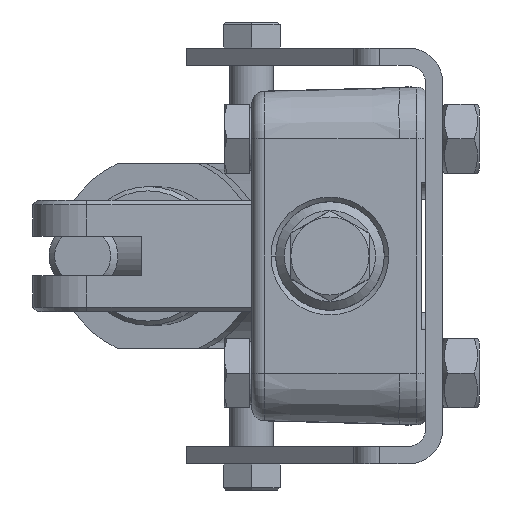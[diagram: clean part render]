
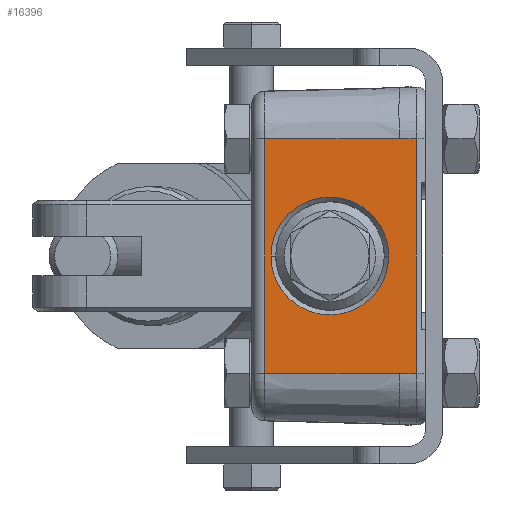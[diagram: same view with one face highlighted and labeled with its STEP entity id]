
A CAD part, left-side view. The second image highlights one B-rep face of the part: STEP entity #16396.
In plain terms, the highlighted planar face has unit normal (-1, 0.026, 0).
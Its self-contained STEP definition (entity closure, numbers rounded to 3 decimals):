
#9427=CARTESIAN_POINT('',(-237.419,6.079,-27.));
#9428=VERTEX_POINT('',#9427);
#12209=CARTESIAN_POINT('',(-237.317,9.995,-27.));
#12210=VERTEX_POINT('',#12209);
#12560=CARTESIAN_POINT('',(-236.503,41.079,-27.));
#12561=VERTEX_POINT('',#12560);
#12562=CARTESIAN_POINT('',(-236.503,41.079,-27.));
#12563=DIRECTION('',(-0.026,-1.,0.0));
#12564=VECTOR('',#12563,31.094);
#12565=LINE('',#12562,#12564);
#12566=EDGE_CURVE('',#12561,#12210,#12565,.T.);
#12586=CARTESIAN_POINT('',(-237.317,9.995,-27.));
#12587=DIRECTION('',(-0.026,-1.,0.0));
#12588=VECTOR('',#12587,3.918);
#12589=LINE('',#12586,#12588);
#12590=EDGE_CURVE('',#12210,#9428,#12589,.T.);
#12658=CARTESIAN_POINT('',(-236.542,39.581,0.));
#12659=VERTEX_POINT('',#12658);
#12667=CARTESIAN_POINT('',(-237.252,12.473,0.));
#12668=VERTEX_POINT('',#12667);
#12675=CARTESIAN_POINT('',(-236.542,39.581,0.));
#12676=CARTESIAN_POINT('',(-236.542,39.581,1.774));
#12677=CARTESIAN_POINT('',(-236.551,39.228,3.548));
#12678=CARTESIAN_POINT('',(-236.569,38.549,5.187));
#12679=CARTESIAN_POINT('',(-236.587,37.87,6.826));
#12680=CARTESIAN_POINT('',(-236.613,36.866,8.329));
#12681=CARTESIAN_POINT('',(-236.646,35.611,9.584));
#12682=CARTESIAN_POINT('',(-236.679,34.356,10.839));
#12683=CARTESIAN_POINT('',(-236.718,32.853,11.843));
#12684=CARTESIAN_POINT('',(-236.761,31.214,12.522));
#12685=CARTESIAN_POINT('',(-236.804,29.574,13.201));
#12686=CARTESIAN_POINT('',(-236.851,27.801,13.554));
#12687=CARTESIAN_POINT('',(-236.897,26.027,13.554));
#12688=CARTESIAN_POINT('',(-236.943,24.253,13.554));
#12689=CARTESIAN_POINT('',(-236.99,22.479,13.201));
#12690=CARTESIAN_POINT('',(-237.033,20.84,12.522));
#12691=CARTESIAN_POINT('',(-237.076,19.201,11.843));
#12692=CARTESIAN_POINT('',(-237.115,17.698,10.839));
#12693=CARTESIAN_POINT('',(-237.148,16.443,9.584));
#12694=CARTESIAN_POINT('',(-237.181,15.188,8.329));
#12695=CARTESIAN_POINT('',(-237.207,14.184,6.826));
#12696=CARTESIAN_POINT('',(-237.225,13.505,5.187));
#12697=CARTESIAN_POINT('',(-237.243,12.826,3.548));
#12698=CARTESIAN_POINT('',(-237.252,12.473,1.774));
#12699=CARTESIAN_POINT('',(-237.252,12.473,0.));
#12700=B_SPLINE_CURVE_WITH_KNOTS('',3,(#12675,#12676,#12677,#12678,#12679,#12680,#12681,#12682,#12683,#12684,#12685,#12686,#12687,#12688,#12689,#12690,#12691,#12692,#12693,#12694,#12695,#12696,#12697,#12698,#12699),.UNSPECIFIED.,.F.,.U.,(4,3,3,3,3,3,3,3,4),(-3.142,-2.749,-2.356,-1.963,-1.571,-1.178,-0.785,-0.393,0.0),.UNSPECIFIED.);
#12701=EDGE_CURVE('',#12659,#12668,#12700,.T.);
#12762=CARTESIAN_POINT('',(-237.252,12.473,0.));
#12763=CARTESIAN_POINT('',(-237.252,12.473,-1.774));
#12764=CARTESIAN_POINT('',(-237.243,12.826,-3.548));
#12765=CARTESIAN_POINT('',(-237.207,14.184,-6.826));
#12766=CARTESIAN_POINT('',(-237.181,15.188,-8.329));
#12767=CARTESIAN_POINT('',(-237.115,17.698,-10.839));
#12768=CARTESIAN_POINT('',(-237.076,19.201,-11.843));
#12769=CARTESIAN_POINT('',(-236.99,22.479,-13.201));
#12770=CARTESIAN_POINT('',(-236.943,24.253,-13.554));
#12771=CARTESIAN_POINT('',(-236.851,27.801,-13.554));
#12772=CARTESIAN_POINT('',(-236.804,29.574,-13.201));
#12773=CARTESIAN_POINT('',(-236.718,32.853,-11.843));
#12774=CARTESIAN_POINT('',(-236.679,34.356,-10.839));
#12775=CARTESIAN_POINT('',(-236.613,36.866,-8.329));
#12776=CARTESIAN_POINT('',(-236.587,37.87,-6.826));
#12777=CARTESIAN_POINT('',(-236.551,39.228,-3.548));
#12778=CARTESIAN_POINT('',(-236.542,39.581,-1.774));
#12779=CARTESIAN_POINT('',(-236.542,39.581,0.));
#12780=B_SPLINE_CURVE_WITH_KNOTS('',3,(#12762,#12763,#12764,#12765,#12766,#12767,#12768,#12769,#12770,#12771,#12772,#12773,#12774,#12775,#12776,#12777,#12778,#12779),.UNSPECIFIED.,.F.,.U.,(4,2,2,2,2,2,2,2,4),(-6.283,-5.89,-5.498,-5.105,-4.712,-4.32,-3.927,-3.534,-3.142),.UNSPECIFIED.);
#12781=EDGE_CURVE('',#12668,#12659,#12780,.T.);
#13254=CARTESIAN_POINT('',(-237.419,6.079,27.));
#13255=VERTEX_POINT('',#13254);
#13265=CARTESIAN_POINT('',(-237.419,6.079,-27.));
#13266=DIRECTION('',(0.0,0.0,1.0));
#13267=VECTOR('',#13266,54.);
#13268=LINE('',#13265,#13267);
#13269=EDGE_CURVE('',#9428,#13255,#13268,.T.);
#14742=CARTESIAN_POINT('',(-236.503,41.079,27.));
#14743=VERTEX_POINT('',#14742);
#14744=CARTESIAN_POINT('',(-236.503,41.079,27.));
#14745=DIRECTION('',(0.0,0.0,-1.0));
#14746=VECTOR('',#14745,54.);
#14747=LINE('',#14744,#14746);
#14748=EDGE_CURVE('',#14743,#12561,#14747,.T.);
#16367=CARTESIAN_POINT('',(-236.503,41.079,-27.));
#16368=DIRECTION('',(-1.,0.026,0.));
#16369=DIRECTION('',(0.0,0.0,1.0));
#16370=AXIS2_PLACEMENT_3D('',#16367,#16368,#16369);
#16371=PLANE('',#16370);
#16372=ORIENTED_EDGE('',*,*,#13269,.T.);
#16373=CARTESIAN_POINT('',(-237.317,9.995,27.));
#16374=VERTEX_POINT('',#16373);
#16375=CARTESIAN_POINT('',(-237.317,9.995,27.));
#16376=DIRECTION('',(-0.026,-1.,0.));
#16377=VECTOR('',#16376,3.918);
#16378=LINE('',#16375,#16377);
#16379=EDGE_CURVE('',#13255,#16374,#16378,.F.);
#16380=ORIENTED_EDGE('',*,*,#16379,.T.);
#16381=CARTESIAN_POINT('',(-236.503,41.079,27.));
#16382=DIRECTION('',(-0.026,-1.,0.));
#16383=VECTOR('',#16382,31.094);
#16384=LINE('',#16381,#16383);
#16385=EDGE_CURVE('',#16374,#14743,#16384,.F.);
#16386=ORIENTED_EDGE('',*,*,#16385,.T.);
#16387=ORIENTED_EDGE('',*,*,#14748,.T.);
#16388=ORIENTED_EDGE('',*,*,#12566,.T.);
#16389=ORIENTED_EDGE('',*,*,#12590,.T.);
#16390=EDGE_LOOP('',(#16372,#16380,#16386,#16387,#16388,#16389));
#16391=FACE_OUTER_BOUND('',#16390,.T.);
#16392=ORIENTED_EDGE('',*,*,#12701,.T.);
#16393=ORIENTED_EDGE('',*,*,#12781,.T.);
#16394=EDGE_LOOP('',(#16392,#16393));
#16395=FACE_BOUND('',#16394,.T.);
#16396=ADVANCED_FACE('',(#16391,#16395),#16371,.T.);
